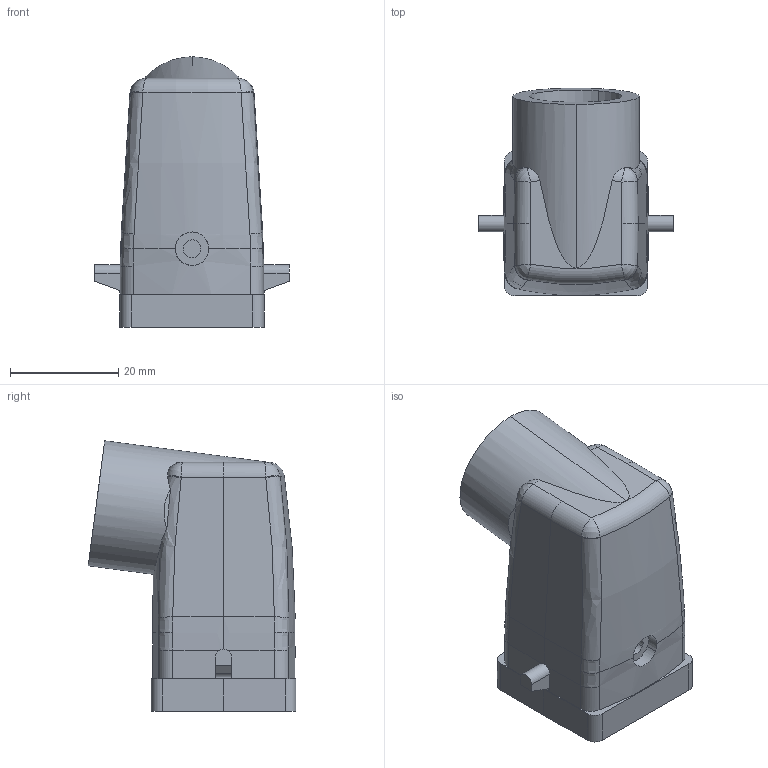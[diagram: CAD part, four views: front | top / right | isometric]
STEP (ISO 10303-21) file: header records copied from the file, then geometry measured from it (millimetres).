
FILE_DESCRIPTION(('CATIA V5R24 STEP','CAx-IF Rec.Pracs.--- Model Styling and Organization---1.2---2011-12-15'),'2;1');
FILE_NAME ('13491022_3', '2018-08-27T07:35:03+00:00', ('Weidmueller Interface'), ('Weidmueller'), 'CATIA Version 5-6 Release 2014 SP4 HF52', 'CATIA V5 STEP AP214', 'none');
FILE_SCHEMA(('AUTOMOTIVE_DESIGN { 1 0 10303 214 1 1 1 1 }'));
Length unit declared in the file: millimetre
Products named in the file (1): 1788810000
Bounding box: 36 x 38.35 x 49.98 mm (x, y, z)
Volume: 11632.6 mm3; surface area: 10569.1 mm2
Topology: 1 solids, 1 shells, 113 faces, 302 edges, 190 vertices
Faces by surface type: plane 51, cylinder 32, bspline 20, extrusion 4, torus 3, revolution 2, cone 1
Entity records: 4463 total; most frequent: CARTESIAN_POINT 1945, ORIENTED_EDGE 596, DIRECTION 361, EDGE_CURVE 298, VERTEX_POINT 190, VECTOR 150, LINE 146, AXIS2_PLACEMENT_3D 133
